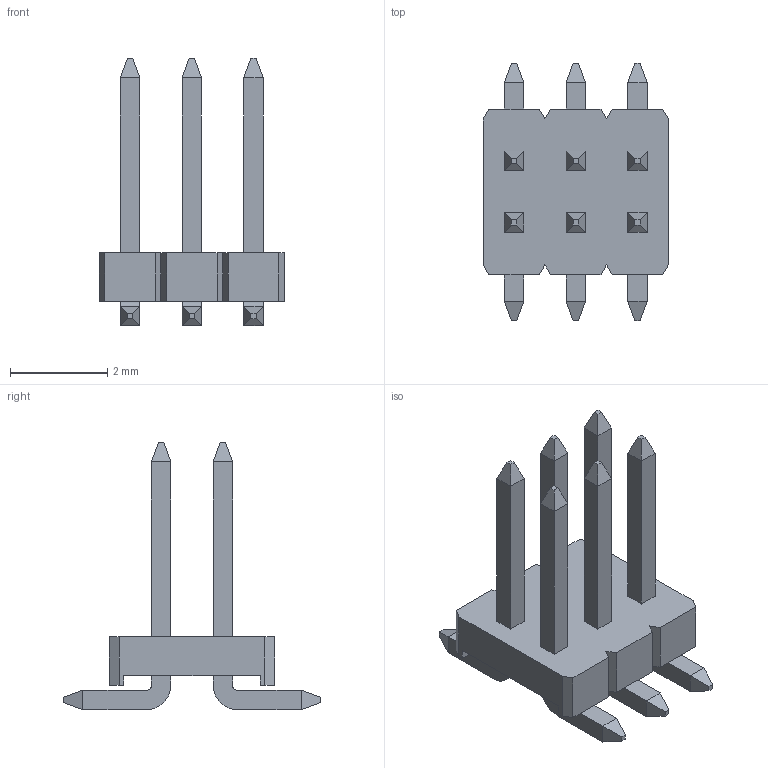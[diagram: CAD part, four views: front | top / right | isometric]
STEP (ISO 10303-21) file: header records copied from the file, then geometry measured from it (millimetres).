
FILE_DESCRIPTION (( 'STEP AP214' ), '1' );
FILE_NAME ('HDR-SMD_6P-P1.27-V-M-R2-C3-LS5.STEP', '2022-07-14T02:45:55', ( 'PC' ), ( 'Microsoft' ), 'SwSTEP 2.0', 'SolidWorks 2020', '' );
FILE_SCHEMA (( 'AUTOMOTIVE_DESIGN' ));
Length unit declared in the file: millimetre
Products named in the file (1): HDR-SMD_6P-P1.27-V-M-R2-C3-LS5
Bounding box: 3.82 x 5.3 x 5.5 mm (x, y, z)
Volume: 16.4 mm3; surface area: 98.2 mm2
Topology: 1 solids, 1 shells, 382 faces, 999 edges, 650 vertices
Faces by surface type: plane 272, bspline 98, cylinder 12
Entity records: 16291 total; most frequent: CARTESIAN_POINT 3338, ORIENTED_EDGE 1998, DIRECTION 1393, EDGE_CURVE 999, VECTOR 775, LINE 775, VERTEX_POINT 650, EDGE_LOOP 413
